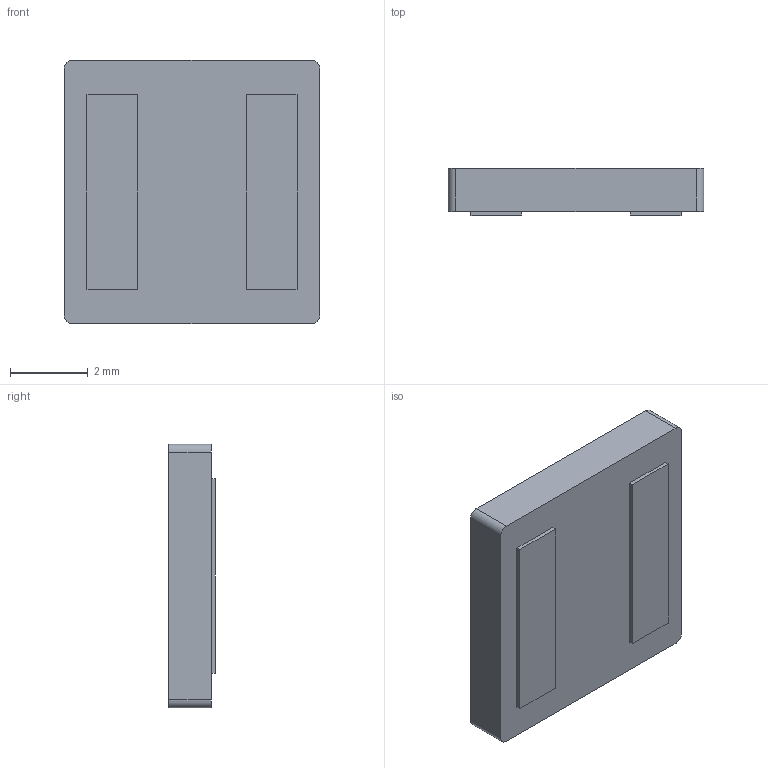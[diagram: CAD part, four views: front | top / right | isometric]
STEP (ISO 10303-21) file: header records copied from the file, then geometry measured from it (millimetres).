
FILE_DESCRIPTION(('FreeCAD Model'),'2;1');
FILE_NAME('Open CASCADE Shape Model','2024-10-28T16:49:24',(''),(''), 'Open CASCADE STEP processor 7.6','FreeCAD','Unknown');
FILE_SCHEMA(('AUTOMOTIVE_DESIGN { 1 0 10303 214 1 1 1 1 }'));
Length unit declared in the file: millimetre
Products named in the file (1): Coilcraft-XFL6012
Bounding box: 6.56 x 1.2 x 6.76 mm (x, y, z)
Volume: 50 mm3; surface area: 120.1 mm2
Topology: 1 solids, 1 shells, 88 faces, 229 edges, 150 vertices
Faces by surface type: plane 63, bspline 21, cylinder 4
Entity records: 3598 total; most frequent: CARTESIAN_POINT 946, ORIENTED_EDGE 458, DIRECTION 331, EDGE_CURVE 229, LINE 179, VECTOR 179, VERTEX_POINT 150, FACE_BOUND 95
